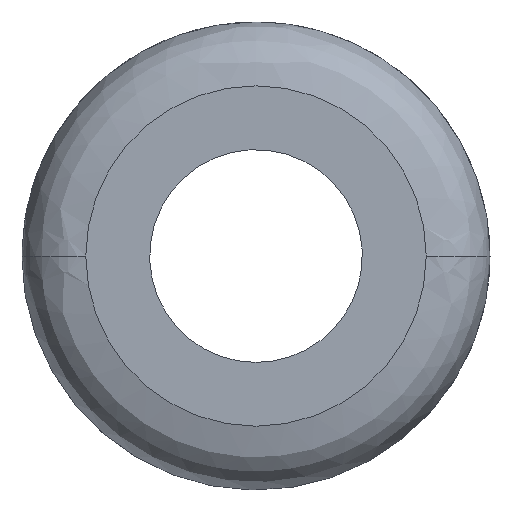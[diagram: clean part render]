
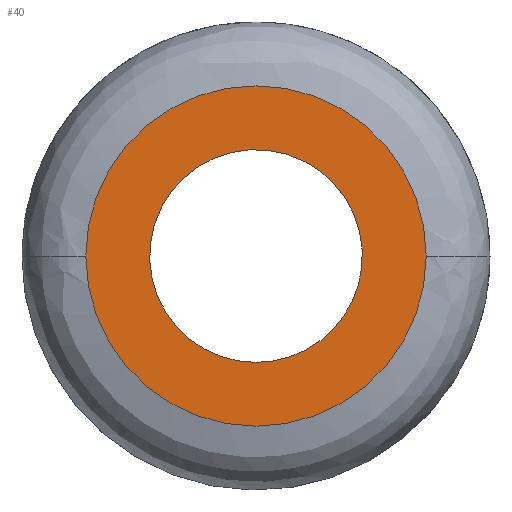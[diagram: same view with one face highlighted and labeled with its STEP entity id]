
A CAD part, front view. The second image highlights one B-rep face of the part: STEP entity #40.
In plain terms, the highlighted planar face has unit normal (0, -1, 0).
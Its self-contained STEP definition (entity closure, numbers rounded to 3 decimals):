
#40=ADVANCED_FACE('',(#57,#58),#56,.T.);
#56=PLANE('',#223);
#57=FACE_OUTER_BOUND('',#224,.T.);
#58=FACE_BOUND('',#225,.T.);
#220=CARTESIAN_POINT('',(-8.314,0.,5.2));
#221=DIRECTION('',(0.,-1.,0.));
#222=DIRECTION('',(0.,0.,-1.));
#223=AXIS2_PLACEMENT_3D('',#220,#221,#222);
#224=EDGE_LOOP('',(#388,#389,#390));
#225=EDGE_LOOP('',(#391,#392,#393));
#388=ORIENTED_EDGE('',*,*,#486,.T.);
#389=ORIENTED_EDGE('',*,*,#487,.T.);
#390=ORIENTED_EDGE('',*,*,#488,.T.);
#391=ORIENTED_EDGE('',*,*,#489,.F.);
#392=ORIENTED_EDGE('',*,*,#490,.F.);
#393=ORIENTED_EDGE('',*,*,#491,.F.);
#486=EDGE_CURVE('',#535,#536,#537,.T.);
#487=EDGE_CURVE('',#536,#543,#544,.T.);
#488=EDGE_CURVE('',#543,#535,#550,.T.);
#489=EDGE_CURVE('',#556,#557,#558,.T.);
#490=EDGE_CURVE('',#564,#556,#565,.T.);
#491=EDGE_CURVE('',#557,#564,#571,.T.);
#535=VERTEX_POINT('',#866);
#536=VERTEX_POINT('',#867);
#537=CIRCLE('',#871,4.);
#543=VERTEX_POINT('',#872);
#544=CIRCLE('',#876,4.);
#550=CIRCLE('',#880,4.);
#556=VERTEX_POINT('',#881);
#557=VERTEX_POINT('',#882);
#558=CIRCLE('',#886,2.5);
#564=VERTEX_POINT('',#887);
#565=CIRCLE('',#891,2.5);
#571=CIRCLE('',#895,2.5);
#866=CARTESIAN_POINT('',(0.,0.,4.));
#867=CARTESIAN_POINT('',(-4.,0.,0.));
#868=CARTESIAN_POINT('',(0.,0.,0.));
#869=DIRECTION('',(0.,-1.,0.));
#870=DIRECTION('',(0.,0.,1.));
#871=AXIS2_PLACEMENT_3D('',#868,#869,#870);
#872=CARTESIAN_POINT('',(4.,0.,0.));
#873=CARTESIAN_POINT('',(0.,0.,0.));
#874=DIRECTION('',(0.,-1.,0.));
#875=DIRECTION('',(0.,0.,1.));
#876=AXIS2_PLACEMENT_3D('',#873,#874,#875);
#877=CARTESIAN_POINT('',(0.,0.,0.));
#878=DIRECTION('',(0.,-1.,0.));
#879=DIRECTION('',(0.,0.,1.));
#880=AXIS2_PLACEMENT_3D('',#877,#878,#879);
#881=CARTESIAN_POINT('',(-2.483,0.,0.295));
#882=CARTESIAN_POINT('',(0.,0.,-2.5));
#883=CARTESIAN_POINT('',(0.,0.,0.));
#884=DIRECTION('',(0.,-1.,0.));
#885=DIRECTION('',(0.,0.,-1.));
#886=AXIS2_PLACEMENT_3D('',#883,#884,#885);
#887=CARTESIAN_POINT('',(2.482,0.,-0.296));
#888=CARTESIAN_POINT('',(0.,0.,0.));
#889=DIRECTION('',(0.,-1.,0.));
#890=DIRECTION('',(0.,0.,-1.));
#891=AXIS2_PLACEMENT_3D('',#888,#889,#890);
#892=CARTESIAN_POINT('',(0.,0.,0.));
#893=DIRECTION('',(0.,-1.,0.));
#894=DIRECTION('',(0.,0.,-1.));
#895=AXIS2_PLACEMENT_3D('',#892,#893,#894);
